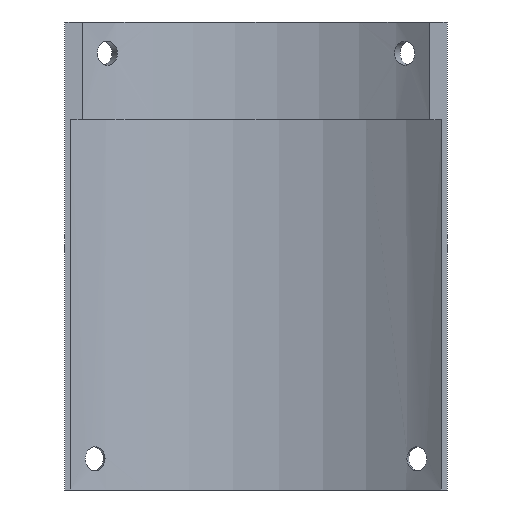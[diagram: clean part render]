
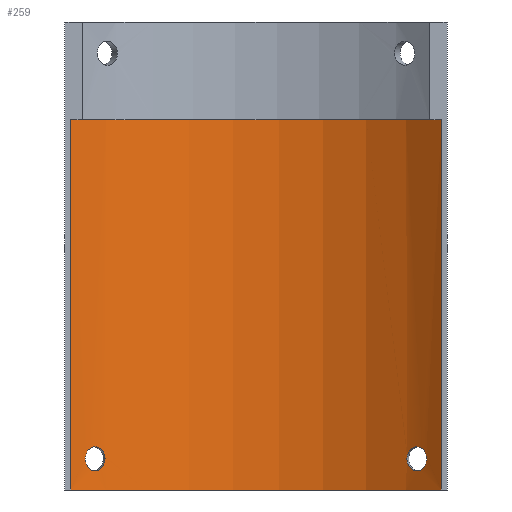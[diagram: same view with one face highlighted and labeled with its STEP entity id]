
A CAD part, front view. The second image highlights one B-rep face of the part: STEP entity #259.
In plain terms, the highlighted cylindrical face has radius 34.5 mm (diameter 69 mm), a partial arc.
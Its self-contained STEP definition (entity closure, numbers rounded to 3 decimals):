
#22=FACE_BOUND('',#55,.T.);
#23=FACE_BOUND('',#56,.T.);
#30=CIRCLE('',#296,34.5);
#31=CIRCLE('',#298,34.5);
#40=FACE_OUTER_BOUND('',#54,.T.);
#54=EDGE_LOOP('',(#206,#207,#208,#209));
#55=EDGE_LOOP('',(#210,#211));
#56=EDGE_LOOP('',(#212,#213));
#74=LINE('',#684,#90);
#75=LINE('',#687,#91);
#90=VECTOR('',#336,10.);
#91=VECTOR('',#339,10.);
#101=B_SPLINE_CURVE_WITH_KNOTS('',3,(#439,#440,#441,#442,#443,#444,#445,
#446,#447,#448,#449,#450,#451,#452,#453,#454,#455,#456),.UNSPECIFIED.,.F.,
 .F.,(4,2,2,2,2,2,2,2,4),(0.,0.058,0.117,0.176,
0.235,0.294,0.354,0.412,
0.47),.UNSPECIFIED.);
#102=B_SPLINE_CURVE_WITH_KNOTS('',3,(#457,#458,#459,#460,#461,#462,#463,
#464,#465,#466,#467,#468,#469,#470,#471,#472,#473,#474),.UNSPECIFIED.,.F.,
 .F.,(4,2,2,2,2,2,2,2,4),(0.47,0.529,0.587,
0.647,0.706,0.765,0.824,0.882,
0.941),.UNSPECIFIED.);
#108=B_SPLINE_CURVE_WITH_KNOTS('',3,(#592,#593,#594,#595,#596,#597,#598,
#599,#600,#601,#602,#603,#604,#605,#606,#607,#608,#609),.UNSPECIFIED.,.F.,
 .F.,(4,2,2,2,2,2,2,2,4),(0.,0.058,0.117,0.176,
0.235,0.294,0.354,0.412,0.47),
 .UNSPECIFIED.);
#109=B_SPLINE_CURVE_WITH_KNOTS('',3,(#610,#611,#612,#613,#614,#615,#616,
#617,#618,#619,#620,#621,#622,#623,#624,#625,#626,#627),.UNSPECIFIED.,.F.,
 .F.,(4,2,2,2,2,2,2,2,4),(0.47,0.529,0.587,
0.647,0.706,0.765,0.824,
0.882,0.941),.UNSPECIFIED.);
#115=VERTEX_POINT('',#437);
#116=VERTEX_POINT('',#438);
#122=VERTEX_POINT('',#590);
#123=VERTEX_POINT('',#591);
#130=VERTEX_POINT('',#677);
#131=VERTEX_POINT('',#679);
#132=VERTEX_POINT('',#683);
#133=VERTEX_POINT('',#685);
#142=EDGE_CURVE('',#115,#116,#101,.T.);
#143=EDGE_CURVE('',#116,#115,#102,.T.);
#151=EDGE_CURVE('',#122,#123,#108,.T.);
#152=EDGE_CURVE('',#123,#122,#109,.T.);
#161=EDGE_CURVE('',#131,#130,#30,.T.);
#163=EDGE_CURVE('',#132,#130,#74,.T.);
#164=EDGE_CURVE('',#132,#133,#31,.T.);
#165=EDGE_CURVE('',#133,#131,#75,.T.);
#206=ORIENTED_EDGE('',*,*,#161,.T.);
#207=ORIENTED_EDGE('',*,*,#163,.F.);
#208=ORIENTED_EDGE('',*,*,#164,.T.);
#209=ORIENTED_EDGE('',*,*,#165,.T.);
#210=ORIENTED_EDGE('',*,*,#142,.T.);
#211=ORIENTED_EDGE('',*,*,#143,.T.);
#212=ORIENTED_EDGE('',*,*,#151,.T.);
#213=ORIENTED_EDGE('',*,*,#152,.T.);
#251=CYLINDRICAL_SURFACE('',#297,34.5);
#259=ADVANCED_FACE('',(#40,#22,#23),#251,.F.);
#296=AXIS2_PLACEMENT_3D('',#680,#331,#332);
#297=AXIS2_PLACEMENT_3D('',#682,#334,#335);
#298=AXIS2_PLACEMENT_3D('',#686,#337,#338);
#331=DIRECTION('center_axis',(0.,0.,1.));
#332=DIRECTION('ref_axis',(-0.689,-0.725,0.));
#334=DIRECTION('center_axis',(0.,0.,1.));
#335=DIRECTION('ref_axis',(-0.689,-0.725,0.));
#336=DIRECTION('',(0.,0.,1.));
#337=DIRECTION('center_axis',(0.,0.,-1.));
#338=DIRECTION('ref_axis',(-0.689,-0.725,0.));
#339=DIRECTION('',(0.,0.,1.));
#437=CARTESIAN_POINT('',(19.355,28.559,4.));
#438=CARTESIAN_POINT('',(21.874,26.679,4.));
#439=CARTESIAN_POINT('Ctrl Pts',(19.355,28.559,4.));
#440=CARTESIAN_POINT('Ctrl Pts',(19.355,28.559,4.194));
#441=CARTESIAN_POINT('Ctrl Pts',(19.388,28.537,4.402));
#442=CARTESIAN_POINT('Ctrl Pts',(19.519,28.448,4.783));
#443=CARTESIAN_POINT('Ctrl Pts',(19.618,28.38,4.957));
#444=CARTESIAN_POINT('Ctrl Pts',(19.845,28.221,5.233));
#445=CARTESIAN_POINT('Ctrl Pts',(19.99,28.119,5.353));
#446=CARTESIAN_POINT('Ctrl Pts',(20.304,27.893,5.511));
#447=CARTESIAN_POINT('Ctrl Pts',(20.473,27.769,5.55));
#448=CARTESIAN_POINT('Ctrl Pts',(20.79,27.533,5.55));
#449=CARTESIAN_POINT('Ctrl Pts',(20.958,27.405,5.511));
#450=CARTESIAN_POINT('Ctrl Pts',(21.266,27.167,5.352));
#451=CARTESIAN_POINT('Ctrl Pts',(21.406,27.056,5.231));
#452=CARTESIAN_POINT('Ctrl Pts',(21.625,26.882,4.956));
#453=CARTESIAN_POINT('Ctrl Pts',(21.718,26.806,4.782));
#454=CARTESIAN_POINT('Ctrl Pts',(21.843,26.705,4.402));
#455=CARTESIAN_POINT('Ctrl Pts',(21.874,26.679,4.195));
#456=CARTESIAN_POINT('Ctrl Pts',(21.874,26.679,4.));
#457=CARTESIAN_POINT('Ctrl Pts',(21.874,26.679,4.));
#458=CARTESIAN_POINT('Ctrl Pts',(21.874,26.679,3.805));
#459=CARTESIAN_POINT('Ctrl Pts',(21.843,26.705,3.598));
#460=CARTESIAN_POINT('Ctrl Pts',(21.718,26.806,3.218));
#461=CARTESIAN_POINT('Ctrl Pts',(21.625,26.882,3.044));
#462=CARTESIAN_POINT('Ctrl Pts',(21.406,27.056,2.769));
#463=CARTESIAN_POINT('Ctrl Pts',(21.266,27.167,2.648));
#464=CARTESIAN_POINT('Ctrl Pts',(20.958,27.405,2.489));
#465=CARTESIAN_POINT('Ctrl Pts',(20.79,27.533,2.45));
#466=CARTESIAN_POINT('Ctrl Pts',(20.473,27.769,2.45));
#467=CARTESIAN_POINT('Ctrl Pts',(20.304,27.893,2.489));
#468=CARTESIAN_POINT('Ctrl Pts',(19.99,28.119,2.647));
#469=CARTESIAN_POINT('Ctrl Pts',(19.845,28.221,2.767));
#470=CARTESIAN_POINT('Ctrl Pts',(19.618,28.38,3.043));
#471=CARTESIAN_POINT('Ctrl Pts',(19.519,28.448,3.217));
#472=CARTESIAN_POINT('Ctrl Pts',(19.388,28.537,3.598));
#473=CARTESIAN_POINT('Ctrl Pts',(19.355,28.559,3.806));
#474=CARTESIAN_POINT('Ctrl Pts',(19.355,28.559,4.));
#590=CARTESIAN_POINT('',(-19.355,28.559,4.));
#591=CARTESIAN_POINT('',(-21.874,26.679,4.));
#592=CARTESIAN_POINT('Ctrl Pts',(-19.355,28.559,4.));
#593=CARTESIAN_POINT('Ctrl Pts',(-19.355,28.559,3.806));
#594=CARTESIAN_POINT('Ctrl Pts',(-19.388,28.537,3.598));
#595=CARTESIAN_POINT('Ctrl Pts',(-19.519,28.448,3.217));
#596=CARTESIAN_POINT('Ctrl Pts',(-19.618,28.38,3.043));
#597=CARTESIAN_POINT('Ctrl Pts',(-19.845,28.221,2.767));
#598=CARTESIAN_POINT('Ctrl Pts',(-19.99,28.119,2.647));
#599=CARTESIAN_POINT('Ctrl Pts',(-20.304,27.893,2.489));
#600=CARTESIAN_POINT('Ctrl Pts',(-20.473,27.769,2.45));
#601=CARTESIAN_POINT('Ctrl Pts',(-20.79,27.533,2.45));
#602=CARTESIAN_POINT('Ctrl Pts',(-20.958,27.405,2.489));
#603=CARTESIAN_POINT('Ctrl Pts',(-21.266,27.167,2.648));
#604=CARTESIAN_POINT('Ctrl Pts',(-21.406,27.056,2.769));
#605=CARTESIAN_POINT('Ctrl Pts',(-21.625,26.882,3.044));
#606=CARTESIAN_POINT('Ctrl Pts',(-21.718,26.806,3.218));
#607=CARTESIAN_POINT('Ctrl Pts',(-21.843,26.705,3.598));
#608=CARTESIAN_POINT('Ctrl Pts',(-21.874,26.679,3.805));
#609=CARTESIAN_POINT('Ctrl Pts',(-21.874,26.679,4.));
#610=CARTESIAN_POINT('Ctrl Pts',(-21.874,26.679,4.));
#611=CARTESIAN_POINT('Ctrl Pts',(-21.874,26.679,4.195));
#612=CARTESIAN_POINT('Ctrl Pts',(-21.843,26.705,4.402));
#613=CARTESIAN_POINT('Ctrl Pts',(-21.718,26.806,4.782));
#614=CARTESIAN_POINT('Ctrl Pts',(-21.625,26.882,4.956));
#615=CARTESIAN_POINT('Ctrl Pts',(-21.406,27.056,5.231));
#616=CARTESIAN_POINT('Ctrl Pts',(-21.266,27.167,5.352));
#617=CARTESIAN_POINT('Ctrl Pts',(-20.958,27.405,5.511));
#618=CARTESIAN_POINT('Ctrl Pts',(-20.79,27.533,5.55));
#619=CARTESIAN_POINT('Ctrl Pts',(-20.473,27.769,5.55));
#620=CARTESIAN_POINT('Ctrl Pts',(-20.304,27.893,5.511));
#621=CARTESIAN_POINT('Ctrl Pts',(-19.99,28.119,5.353));
#622=CARTESIAN_POINT('Ctrl Pts',(-19.845,28.221,5.233));
#623=CARTESIAN_POINT('Ctrl Pts',(-19.618,28.38,4.957));
#624=CARTESIAN_POINT('Ctrl Pts',(-19.519,28.448,4.783));
#625=CARTESIAN_POINT('Ctrl Pts',(-19.388,28.537,4.402));
#626=CARTESIAN_POINT('Ctrl Pts',(-19.355,28.559,4.194));
#627=CARTESIAN_POINT('Ctrl Pts',(-19.355,28.559,4.));
#677=CARTESIAN_POINT('',(-23.768,25.007,47.5));
#679=CARTESIAN_POINT('',(23.768,25.007,47.5));
#680=CARTESIAN_POINT('Origin',(0.,0.,47.5));
#682=CARTESIAN_POINT('Origin',(0.,0.,0.));
#683=CARTESIAN_POINT('',(-23.768,25.007,0.));
#684=CARTESIAN_POINT('',(-23.768,25.007,0.));
#685=CARTESIAN_POINT('',(23.768,25.007,0.));
#686=CARTESIAN_POINT('Origin',(0.,0.,0.));
#687=CARTESIAN_POINT('',(23.768,25.007,0.));
